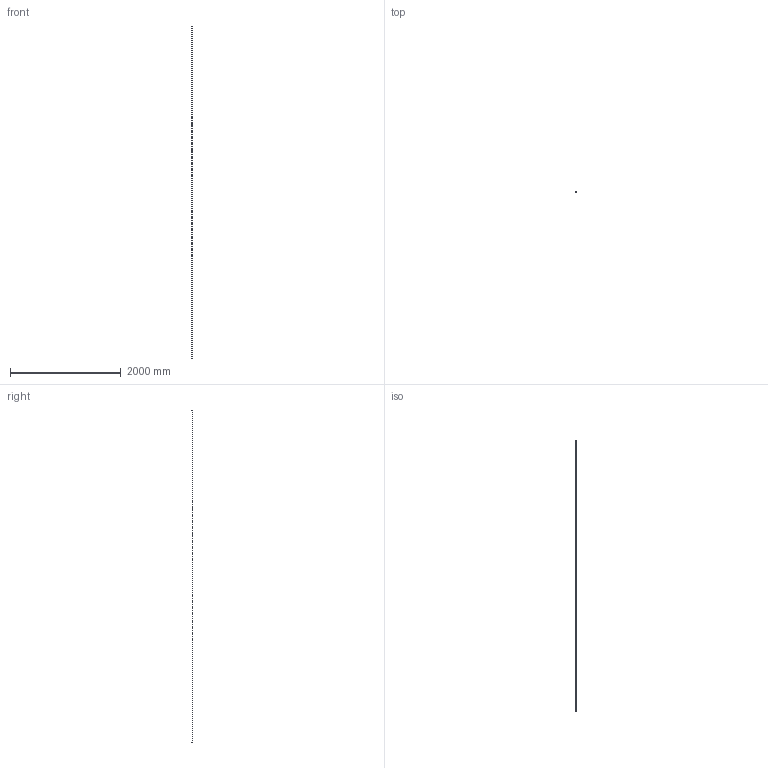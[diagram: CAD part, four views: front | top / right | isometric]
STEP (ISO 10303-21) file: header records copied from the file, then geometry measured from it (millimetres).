
FILE_DESCRIPTION (( 'STEP AP203' ), '1' );
FILE_NAME ('57301-ST.step', '2021-12-22T10:33:24', ( '' ), ( '' ), 'SwSTEP 2.0', 'SolidWorks 2018', '' );
FILE_SCHEMA (( 'CONFIG_CONTROL_DESIGN' ));
Length unit declared in the file: millimetre
Products named in the file (2): 57301-ST
Bounding box: 16 x 15.84 x 6000 mm (x, y, z)
Volume: 1206371.4 mm3; surface area: 302000.1 mm2
Topology: 1 solids, 1 shells, 207 faces, 555 edges, 370 vertices
Faces by surface type: plane 111, bspline 94, cylinder 2
Entity records: 11316 total; most frequent: CARTESIAN_POINT 6620, ORIENTED_EDGE 1110, DIRECTION 601, EDGE_CURVE 555, VERTEX_POINT 370, VECTOR 363, LINE 363, EDGE_LOOP 227
